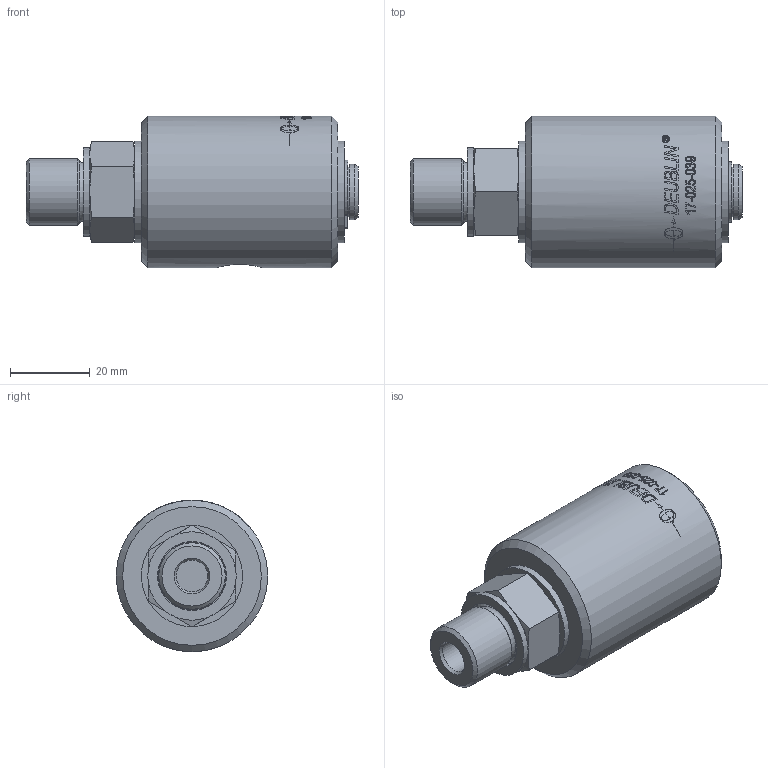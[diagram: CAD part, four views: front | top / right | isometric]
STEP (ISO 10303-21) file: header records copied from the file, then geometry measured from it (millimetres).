
FILE_DESCRIPTION(/* description */ (''),/* implementation_level */ '2;1');
FILE_NAME(/* name */ '17-025-039-IC.stp',/* time_stamp */ '2020-05-21T11:40:40-05:00',/* author */ ('GALINDOLM'),/* organization */ (''),/* preprocessor_version */ 'ST-DEVELOPER v18',/* originating_system */ 'Autodesk Inventor 2020',/* authorisation */ '');
FILE_SCHEMA (('AUTOMOTIVE_DESIGN { 1 0 10303 214 3 1 1 }'));
Length unit declared in the file: millimetre
Products named in the file (1): 17-025-039-IC
Bounding box: 83.3 x 38 x 38 mm (x, y, z)
Volume: 64038.4 mm3; surface area: 11484.3 mm2
Topology: 1 solids, 1 shells, 335 faces, 874 edges, 583 vertices
Faces by surface type: plane 157, bspline 109, cylinder 57, cone 11, torus 1
Full cylindrical faces by diameter (mm): 1.194 x2, 8 x1, 12.7 x1, 13.995 x2, 14.25 x1, 16.662 x1, 17.3 x1, 22.2 x1, 25.4 x2, 38 x1
Entity records: 14378 total; most frequent: CARTESIAN_POINT 6462, ORIENTED_EDGE 1748, DIRECTION 1376, EDGE_CURVE 874, VERTEX_POINT 583, AXIS2_PLACEMENT_3D 517, EDGE_LOOP 377, LINE 342
